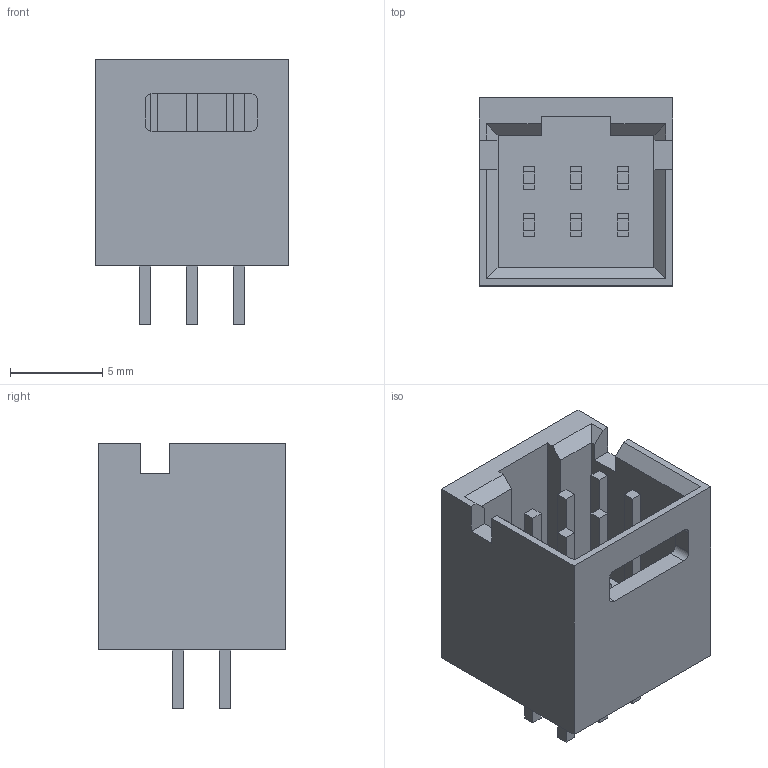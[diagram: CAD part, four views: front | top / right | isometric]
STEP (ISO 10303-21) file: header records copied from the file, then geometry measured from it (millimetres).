
FILE_DESCRIPTION((''),'2;1');
FILE_NAME('C-0102618-51-3','2007-08-31T',('workeradm'),('Tyco Electronics Corporation'),'PRO/ENGINEER BY PARAMETRIC TECHNOLOGY CORPORATION, 2005450','PRO/ENGINEER BY PARAMETRIC TECHNOLOGY CORPORATION, 2005450','');
FILE_SCHEMA(('CONFIG_CONTROL_DESIGN', 'GEOMETRIC_VALIDATION_PROPERTIES_MIM'));
Length unit declared in the file: millimetre
Products named in the file (1): C-0102618-51-3
Bounding box: 10.46 x 10.16 x 14.35 mm (x, y, z)
Volume: 627.8 mm3; surface area: 1125.4 mm2
Topology: 1 solids, 1 shells, 121 faces, 317 edges, 210 vertices
Faces by surface type: plane 117, cylinder 4
Entity records: 3780 total; most frequent: CARTESIAN_POINT 649, ORIENTED_EDGE 634, DIRECTION 567, EDGE_CURVE 317, VECTOR 309, LINE 309, VERTEX_POINT 210, EDGE_LOOP 135
